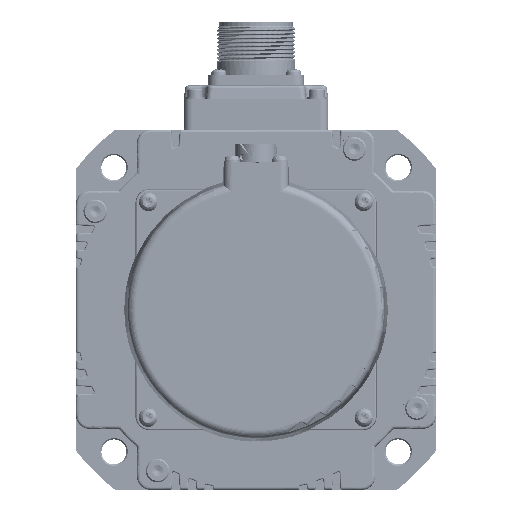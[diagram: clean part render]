
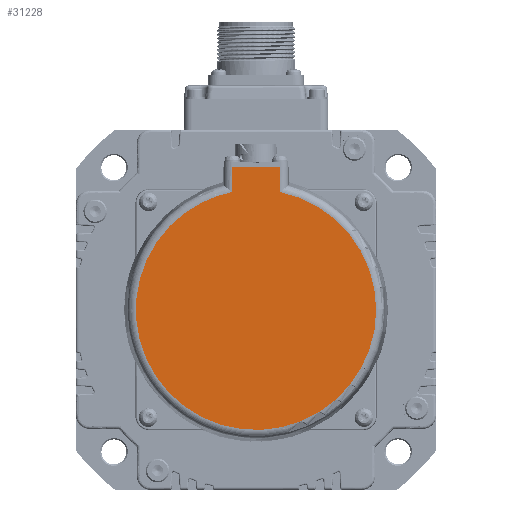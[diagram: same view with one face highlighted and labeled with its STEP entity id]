
A CAD part, front view. The second image highlights one B-rep face of the part: STEP entity #31228.
In plain terms, the highlighted planar face has unit normal (0, -1, 0).
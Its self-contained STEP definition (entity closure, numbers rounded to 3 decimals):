
#23679=CARTESIAN_POINT('',(8.67,-67.9,-22.53));
#23680=VERTEX_POINT('',#23679);
#23681=CARTESIAN_POINT('',(-8.67,-67.9,-22.53));
#23682=VERTEX_POINT('',#23681);
#23683=CARTESIAN_POINT('',(8.67,-67.9,-22.53));
#23684=CARTESIAN_POINT('',(10.231,-67.9,-22.849));
#23685=CARTESIAN_POINT('',(11.777,-67.9,-23.239));
#23686=CARTESIAN_POINT('',(13.304,-67.9,-23.7));
#23687=CARTESIAN_POINT('',(16.312,-67.9,-24.762));
#23688=CARTESIAN_POINT('',(19.21,-67.9,-26.094));
#23689=CARTESIAN_POINT('',(20.627,-67.9,-26.827));
#23690=CARTESIAN_POINT('',(23.39,-67.9,-28.42));
#23691=CARTESIAN_POINT('',(25.996,-67.9,-30.26));
#23692=CARTESIAN_POINT('',(27.255,-67.9,-31.239));
#23693=CARTESIAN_POINT('',(29.681,-67.9,-33.31));
#23694=CARTESIAN_POINT('',(31.906,-67.9,-35.595));
#23695=CARTESIAN_POINT('',(32.966,-67.9,-36.788));
#23696=CARTESIAN_POINT('',(34.972,-67.9,-39.267));
#23697=CARTESIAN_POINT('',(36.742,-67.9,-41.92));
#23698=CARTESIAN_POINT('',(37.566,-67.9,-43.286));
#23699=CARTESIAN_POINT('',(39.085,-67.9,-46.091));
#23700=CARTESIAN_POINT('',(40.341,-67.9,-49.023));
#23701=CARTESIAN_POINT('',(40.901,-67.9,-50.516));
#23702=CARTESIAN_POINT('',(41.882,-67.9,-53.551));
#23703=CARTESIAN_POINT('',(42.581,-67.9,-56.663));
#23704=CARTESIAN_POINT('',(42.859,-67.9,-58.234));
#23705=CARTESIAN_POINT('',(43.269,-67.9,-61.397));
#23706=CARTESIAN_POINT('',(43.388,-67.9,-64.585));
#23707=CARTESIAN_POINT('',(43.374,-67.9,-66.18));
#23708=CARTESIAN_POINT('',(43.199,-67.9,-69.364));
#23709=CARTESIAN_POINT('',(42.733,-67.9,-72.52));
#23710=CARTESIAN_POINT('',(42.428,-67.9,-74.086));
#23711=CARTESIAN_POINT('',(41.674,-67.9,-77.185));
#23712=CARTESIAN_POINT('',(40.64,-67.9,-80.202));
#23713=CARTESIAN_POINT('',(40.053,-67.9,-81.686));
#23714=CARTESIAN_POINT('',(38.746,-67.9,-84.595));
#23715=CARTESIAN_POINT('',(37.177,-67.9,-87.372));
#23716=CARTESIAN_POINT('',(36.33,-67.9,-88.724));
#23717=CARTESIAN_POINT('',(34.513,-67.9,-91.345));
#23718=CARTESIAN_POINT('',(32.463,-67.9,-93.789));
#23719=CARTESIAN_POINT('',(31.383,-67.9,-94.963));
#23720=CARTESIAN_POINT('',(29.118,-67.9,-97.208));
#23721=CARTESIAN_POINT('',(26.656,-67.9,-99.236));
#23722=CARTESIAN_POINT('',(25.38,-67.9,-100.193));
#23723=CARTESIAN_POINT('',(22.742,-67.9,-101.986));
#23724=CARTESIAN_POINT('',(19.951,-67.9,-103.531));
#23725=CARTESIAN_POINT('',(18.522,-67.9,-104.238));
#23726=CARTESIAN_POINT('',(15.601,-67.9,-105.519));
#23727=CARTESIAN_POINT('',(12.575,-67.9,-106.528));
#23728=CARTESIAN_POINT('',(11.04,-67.9,-106.962));
#23729=CARTESIAN_POINT('',(7.934,-67.9,-107.688));
#23730=CARTESIAN_POINT('',(4.775,-67.9,-108.126));
#23731=CARTESIAN_POINT('',(3.186,-67.9,-108.273));
#23732=CARTESIAN_POINT('',(0.,-67.9,-108.419));
#23733=CARTESIAN_POINT('',(-3.186,-67.9,-108.273));
#23734=CARTESIAN_POINT('',(-4.775,-67.9,-108.126));
#23735=CARTESIAN_POINT('',(-7.934,-67.9,-107.688));
#23736=CARTESIAN_POINT('',(-11.04,-67.9,-106.962));
#23737=CARTESIAN_POINT('',(-12.575,-67.9,-106.528));
#23738=CARTESIAN_POINT('',(-15.601,-67.9,-105.519));
#23739=CARTESIAN_POINT('',(-18.522,-67.9,-104.238));
#23740=CARTESIAN_POINT('',(-19.951,-67.9,-103.531));
#23741=CARTESIAN_POINT('',(-22.742,-67.9,-101.986));
#23742=CARTESIAN_POINT('',(-25.38,-67.9,-100.193));
#23743=CARTESIAN_POINT('',(-26.656,-67.9,-99.236));
#23744=CARTESIAN_POINT('',(-29.118,-67.9,-97.208));
#23745=CARTESIAN_POINT('',(-31.383,-67.9,-94.963));
#23746=CARTESIAN_POINT('',(-32.463,-67.9,-93.789));
#23747=CARTESIAN_POINT('',(-34.513,-67.9,-91.345));
#23748=CARTESIAN_POINT('',(-36.33,-67.9,-88.724));
#23749=CARTESIAN_POINT('',(-37.177,-67.9,-87.372));
#23750=CARTESIAN_POINT('',(-38.746,-67.9,-84.595));
#23751=CARTESIAN_POINT('',(-40.053,-67.9,-81.686));
#23752=CARTESIAN_POINT('',(-40.64,-67.9,-80.202));
#23753=CARTESIAN_POINT('',(-41.674,-67.9,-77.185));
#23754=CARTESIAN_POINT('',(-42.428,-67.9,-74.086));
#23755=CARTESIAN_POINT('',(-42.733,-67.9,-72.52));
#23756=CARTESIAN_POINT('',(-43.199,-67.9,-69.364));
#23757=CARTESIAN_POINT('',(-43.374,-67.9,-66.18));
#23758=CARTESIAN_POINT('',(-43.388,-67.9,-64.585));
#23759=CARTESIAN_POINT('',(-43.269,-67.9,-61.397));
#23760=CARTESIAN_POINT('',(-42.859,-67.9,-58.234));
#23761=CARTESIAN_POINT('',(-42.581,-67.9,-56.663));
#23762=CARTESIAN_POINT('',(-41.882,-67.9,-53.551));
#23763=CARTESIAN_POINT('',(-40.901,-67.9,-50.516));
#23764=CARTESIAN_POINT('',(-40.341,-67.9,-49.023));
#23765=CARTESIAN_POINT('',(-39.085,-67.9,-46.091));
#23766=CARTESIAN_POINT('',(-37.566,-67.9,-43.286));
#23767=CARTESIAN_POINT('',(-36.742,-67.9,-41.92));
#23768=CARTESIAN_POINT('',(-34.972,-67.9,-39.267));
#23769=CARTESIAN_POINT('',(-32.966,-67.9,-36.788));
#23770=CARTESIAN_POINT('',(-31.906,-67.9,-35.595));
#23771=CARTESIAN_POINT('',(-29.681,-67.9,-33.31));
#23772=CARTESIAN_POINT('',(-27.255,-67.9,-31.239));
#23773=CARTESIAN_POINT('',(-25.996,-67.9,-30.26));
#23774=CARTESIAN_POINT('',(-23.39,-67.9,-28.42));
#23775=CARTESIAN_POINT('',(-20.627,-67.9,-26.827));
#23776=CARTESIAN_POINT('',(-19.21,-67.9,-26.094));
#23777=CARTESIAN_POINT('',(-16.312,-67.9,-24.762));
#23778=CARTESIAN_POINT('',(-13.304,-67.9,-23.7));
#23779=CARTESIAN_POINT('',(-11.777,-67.9,-23.239));
#23780=CARTESIAN_POINT('',(-10.231,-67.9,-22.849));
#23781=CARTESIAN_POINT('',(-8.67,-67.9,-22.53));
#23782=B_SPLINE_CURVE_WITH_KNOTS('',5,(#23683,#23684,#23685,#23686,#23687,#23688,#23689,#23690,#23691,#23692,#23693,#23694,#23695,#23696,#23697,#23698,#23699,#23700,#23701,#23702,#23703,#23704,#23705,#23706,#23707,#23708,#23709,#23710,#23711,#23712,#23713,#23714,#23715,#23716,#23717,#23718,#23719,#23720,#23721,#23722,#23723,#23724,#23725,#23726,#23727,#23728,#23729,#23730,#23731,#23732,#23733,#23734,#23735,#23736,#23737,#23738,#23739,#23740,#23741,#23742,#23743,#23744,#23745,#23746,#23747,#23748,#23749,#23750,#23751,#23752,#23753,#23754,#23755,#23756,#23757,#23758,#23759,#23760,#23761,#23762,#23763,#23764,#23765,#23766,#23767,#23768,#23769,#23770,#23771,#23772,#23773,#23774,#23775,#23776,#23777,#23778,#23779,#23780,#23781),.UNSPECIFIED.,.F.,.U.,(6,3,3,3,3,3,3,3,3,3,3,3,3,3,3,3,3,3,3,3,3,3,3,3,3,3,3,3,3,3,3,3,6),(0.,0.184,0.368,0.551,0.735,0.919,1.103,1.286,1.47,1.654,1.838,2.021,2.205,2.389,2.573,2.756,2.94,3.124,3.308,3.492,3.675,3.859,4.043,4.227,4.41,4.594,4.778,4.962,5.145,5.329,5.513,5.697,5.88),.UNSPECIFIED.);
#23783=EDGE_CURVE('',#23680,#23682,#23782,.T.);
#23925=CARTESIAN_POINT('',(-8.67,-67.9,-13.5));
#23926=VERTEX_POINT('',#23925);
#23927=CARTESIAN_POINT('',(-8.67,-67.9,-22.53));
#23928=CARTESIAN_POINT('',(-8.67,-67.9,-20.724));
#23929=CARTESIAN_POINT('',(-8.67,-67.9,-18.918));
#23930=CARTESIAN_POINT('',(-8.67,-67.9,-17.112));
#23931=CARTESIAN_POINT('',(-8.67,-67.9,-15.306));
#23932=CARTESIAN_POINT('',(-8.67,-67.9,-13.5));
#23933=B_SPLINE_CURVE_WITH_KNOTS('',5,(#23927,#23928,#23929,#23930,#23931,#23932),.UNSPECIFIED.,.F.,.U.,(6,6),(0.,0.009),.UNSPECIFIED.);
#23934=EDGE_CURVE('',#23682,#23926,#23933,.T.);
#29052=CARTESIAN_POINT('',(8.67,-67.9,-13.5));
#29053=VERTEX_POINT('',#29052);
#29072=CARTESIAN_POINT('',(8.67,-67.9,-13.5));
#29073=CARTESIAN_POINT('',(8.67,-67.9,-15.306));
#29074=CARTESIAN_POINT('',(8.67,-67.9,-17.112));
#29075=CARTESIAN_POINT('',(8.67,-67.9,-18.918));
#29076=CARTESIAN_POINT('',(8.67,-67.9,-20.724));
#29077=CARTESIAN_POINT('',(8.67,-67.9,-22.53));
#29078=B_SPLINE_CURVE_WITH_KNOTS('',5,(#29072,#29073,#29074,#29075,#29076,#29077),.UNSPECIFIED.,.F.,.U.,(6,6),(0.,0.009),.UNSPECIFIED.);
#29079=EDGE_CURVE('',#29053,#23680,#29078,.T.);
#31209=CARTESIAN_POINT('',(0.,-67.9,-60.923));
#31210=DIRECTION('',(0.,0.,-1.));
#31211=DIRECTION('',(0.,-1.,0.));
#31212=AXIS2_PLACEMENT_3D('',#31209,#31211,#31210);
#31213=PLANE('',#31212);
#31214=CARTESIAN_POINT('',(8.67,-67.9,-13.5));
#31215=CARTESIAN_POINT('',(5.202,-67.9,-13.5));
#31216=CARTESIAN_POINT('',(1.734,-67.9,-13.5));
#31217=CARTESIAN_POINT('',(-1.734,-67.9,-13.5));
#31218=CARTESIAN_POINT('',(-5.202,-67.9,-13.5));
#31219=CARTESIAN_POINT('',(-8.67,-67.9,-13.5));
#31220=B_SPLINE_CURVE_WITH_KNOTS('',5,(#31214,#31215,#31216,#31217,#31218,#31219),.UNSPECIFIED.,.F.,.U.,(6,6),(0.,0.017),.UNSPECIFIED.);
#31221=EDGE_CURVE('',#29053,#23926,#31220,.T.);
#31222=ORIENTED_EDGE('',*,*,#31221,.T.);
#31223=ORIENTED_EDGE('',*,*,#23934,.F.);
#31224=ORIENTED_EDGE('',*,*,#23783,.F.);
#31225=ORIENTED_EDGE('',*,*,#29079,.F.);
#31226=EDGE_LOOP('',(#31222,#31223,#31224,#31225));
#31227=FACE_OUTER_BOUND('',#31226,.T.);
#31228=ADVANCED_FACE('',(#31227),#31213,.T.);
